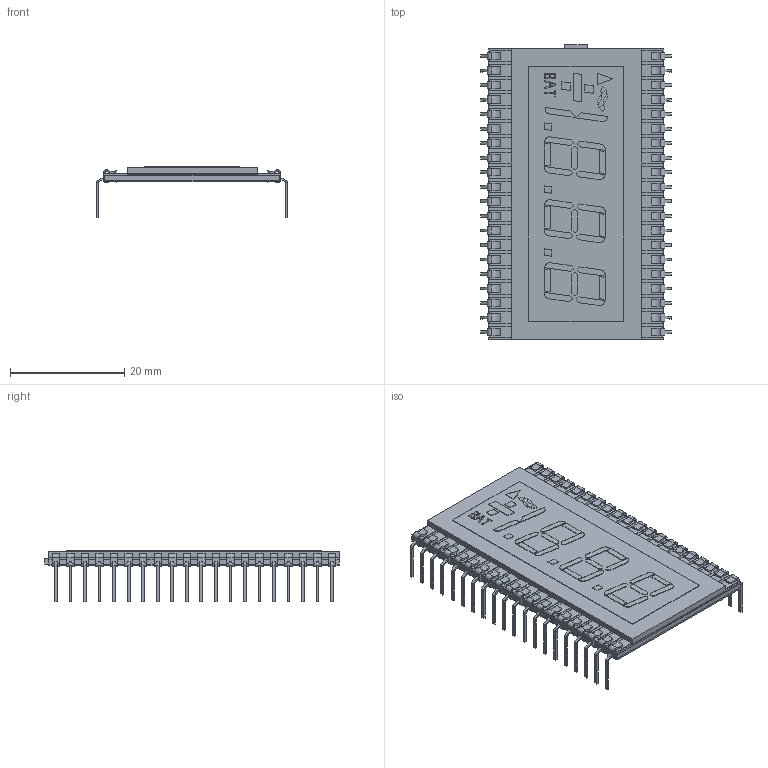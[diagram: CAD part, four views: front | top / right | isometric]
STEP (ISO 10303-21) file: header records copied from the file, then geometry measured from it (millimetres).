
FILE_DESCRIPTION(('FreeCAD Model'),'2;1');
FILE_NAME('Body_sp.step','2017-07-25T11:26:03',( 'kicad StepUp'),('ksu MCAD'),'Open CASCADE STEP processor 7.1', 'FreeCAD','Unknown');
FILE_SCHEMA(('AUTOMOTIVE_DESIGN { 1 0 10303 214 1 1 1 1 }'));
Length unit declared in the file: millimetre
Products named in the file (1): Body_sp
Bounding box: 33.32 x 51.53 x 8.95 mm (x, y, z)
Volume: 3676.2 mm3; surface area: 4410.1 mm2
Topology: 1 solids, 1 shells, 1723 faces, 4708 edges, 3062 vertices
Faces by surface type: plane 1384, cylinder 339
Entity records: 65943 total; most frequent: CARTESIAN_POINT 9494, ORIENTED_EDGE 9416, DIRECTION 8839, EDGE_CURVE 4708, LINE 4025, VECTOR 4025, VERTEX_POINT 3062, AXIS2_PLACEMENT_3D 2407
